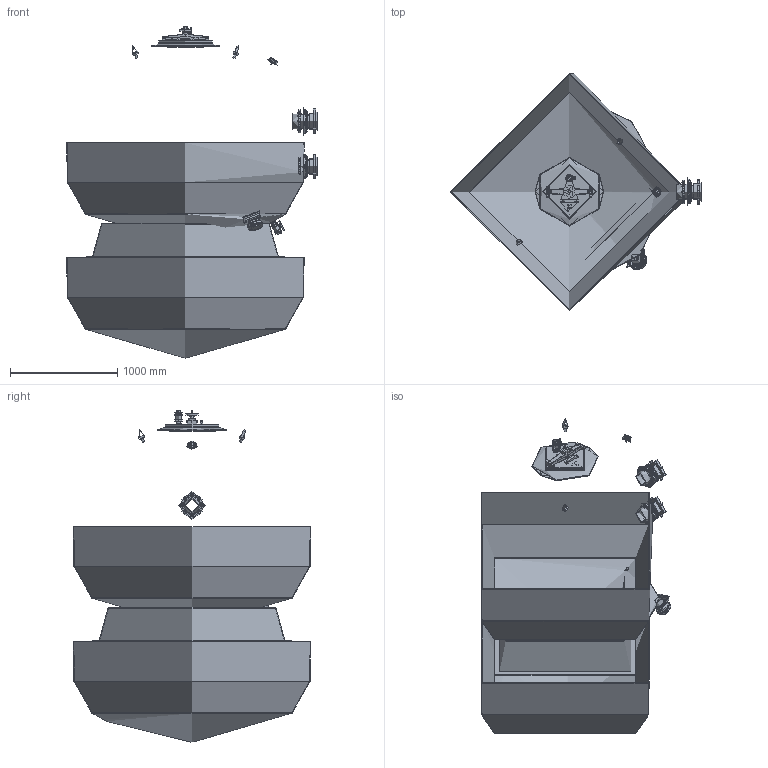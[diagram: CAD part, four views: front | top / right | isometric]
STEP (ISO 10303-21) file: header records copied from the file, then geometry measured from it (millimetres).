
FILE_DESCRIPTION( ( '' ), '1' );
FILE_NAME( '170912 HCFF861252WVA (VFSCN222012).stp', '2017-09-18T09:12:22', ( 'Fiberpool Internacional' ), ( 'Fiberpool Internacional' ), 'PSStep 14.0', 'SolidEdgeST3', ' ' );
FILE_SCHEMA( ( 'AUTOMOTIVE_DESIGN { 1 0 10303 214 1 1 1 1 }' ) );
Length unit declared in the file: millimetre
Products named in the file (51): Assem1; TAPON NETVITC Ø 90 C-B (CON TORNILLERIA INOX 316); Base tapa ovalada filtro 2,5 BARS-oa3; Sortida tornillos d-125 1800-2000-oa16; Sortida Descarga arena Ø90 2010-oa8; Desaigua filtre industrial 1pols-oa7; Sortida tornillos d-125 1800-2000-oa14; filtre 2200 fb 161017-oa12; Manòmetre  ; Brida Netvitc System Ø90; Manòmetre filtro industrial 2011 -oa11; Tapa oval filtro industrial completa 2,5 BARS-oa6; Junta Netvitc System Ø90 EPDM con anillo acero A-4; Válvula de bola 32-1pols; ½ Brida Netvitc System Ø90; Screw_DIN_912_M8x40_v8.00; Nut_DIN_934_M8_v8.00; Junta Netvitc System Ø90 EPDM; Anillo Acero A-4 Netvitc System Ø90; cos válvula 32-1pols; manguito valvula bola 32-1pols; femella valvula 32-1pols; maneta válvula 32-1pols; cos manòmetre filtre industrial; fons manòmetre; agulla manòmetre; vidre manòmetre; Volante filtro-oa4; Varilla Roscada M-14x165mm Inox 304; TUERCA SUPERIOR SUJ_JUNTA TAP_OV; Base tapa ovalada filtro 2,5 BAR Act-oa2; Tapon Netvitc System Ø90; Portabrida Netvitc System Ø90 PVC; Maneta tapa filtro; Puente; ; Tubo Ø90 L= 100mm; Embellecedor d-90; Bolt_DIN_580_M24_v8.00; Embellidor manòmetre PVC ...
Bounding box: 2332.53 x 2210.01 x 3090.11 mm (x, y, z)
Volume: 221771776.2 mm3; surface area: 70907088 mm2
Topology: 216 solids, 216 shells, 6367 faces, 15593 edges, 9981 vertices
Faces by surface type: plane 3754, cylinder 1721, cone 351, bspline 286, torus 219, sphere 20, offset 10, extrusion 6
Full cylindrical faces by diameter (mm): 4 x48, 6 x45, 6.466 x11, 6.647 x11, 8 x30, 10 x40, 11.75 x6, 11.835 x5, 12 x5, 13 x19, 14 x27, 14.5 x5, 15.5 x4, 16 x4, 18.5 x40, 19.6 x5, 21 x4, 23.5 x8, 24 x10, 25 x15, 26 x16, 26.3 x4, 29 x5, 29.605 x8, 32 x15, 33 x3, 35.5 x7, 37.5 x4, 38 x8, 41.5 x15
Entity records: 71872 total; most frequent: CARTESIAN_POINT 41002, DIRECTION 4689, ORIENTED_EDGE 4224, EDGE_CURVE 2112, AXIS2_PLACEMENT_3D 1779, VERTEX_POINT 1460, EDGE_LOOP 1380, FACE_OUTER_BOUND 1162
